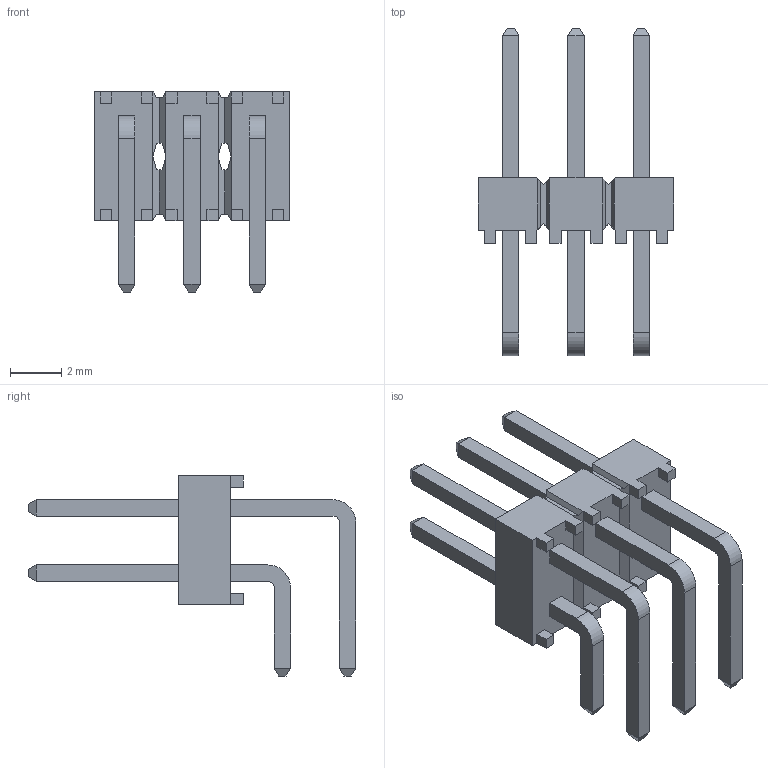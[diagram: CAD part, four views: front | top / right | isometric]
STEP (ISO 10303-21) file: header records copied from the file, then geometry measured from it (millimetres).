
FILE_DESCRIPTION(('STEP AP242'),'1');
FILE_NAME('strip_htsw-103-08-l-d-na.stp','2023-12-09T11:30:36',('TraceParts'),('TraceParts S.A.'),'Spatial InterOp 3D',' ',' ');
FILE_SCHEMA(('AP242_MANAGED_MODEL_BASED_3D_ENGINEERING_MIM_LF {1 0 10303 442 1 1 4}'));
Length unit declared in the file: millimetre
Products named in the file (1): strip_htsw-103-08-l-d-na
Bounding box: 7.62 x 12.76 x 7.8 mm (x, y, z)
Volume: 109.5 mm3; surface area: 361.6 mm2
Topology: 1 solids, 1 shells, 234 faces, 604 edges, 380 vertices
Faces by surface type: plane 222, cylinder 12
Entity records: 8804 total; most frequent: CARTESIAN_POINT 1219, ORIENTED_EDGE 1208, DIRECTION 1098, EDGE_CURVE 604, LINE 580, VECTOR 580, VERTEX_POINT 380, AXIS2_PLACEMENT_3D 259
